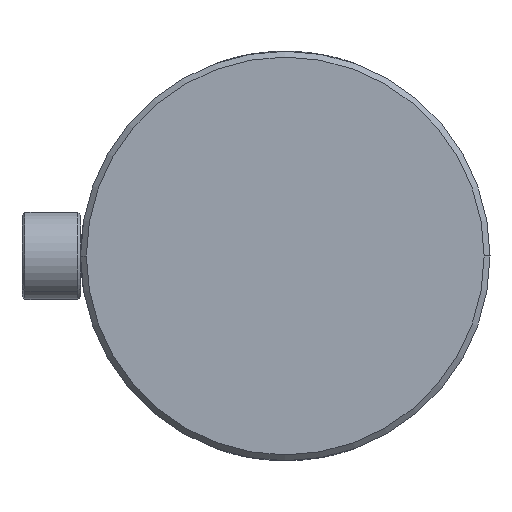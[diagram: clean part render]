
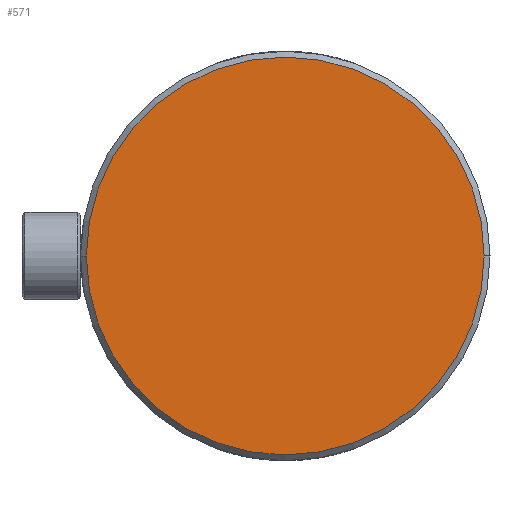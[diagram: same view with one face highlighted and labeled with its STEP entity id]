
A CAD part, left-side view. The second image highlights one B-rep face of the part: STEP entity #571.
In plain terms, the highlighted planar face has unit normal (-1, 0, 0).
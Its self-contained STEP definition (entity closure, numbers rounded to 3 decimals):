
#103 = VERTEX_POINT ( 'NONE', #2864 ) ;
#571 = ADVANCED_FACE ( 'NONE', ( #1790 ), #2983, .T. ) ;
#708 = DIRECTION ( 'NONE',  ( -1., 0., 0. ) ) ;
#1718 = CARTESIAN_POINT ( 'NONE',  ( -85., 0., 0. ) ) ;
#1790 = FACE_OUTER_BOUND ( 'NONE', #2094, .T. ) ;
#1830 = AXIS2_PLACEMENT_3D ( 'NONE', #1718, #4255, #2098 ) ;
#1872 = DIRECTION ( 'NONE',  ( 1., 0., 0. ) ) ;
#1989 = CARTESIAN_POINT ( 'NONE',  ( -85., 0., 0. ) ) ;
#2094 = EDGE_LOOP ( 'NONE', ( #3444, #3312 ) ) ;
#2098 = DIRECTION ( 'NONE',  ( 0., 1., 0. ) ) ;
#2168 = AXIS2_PLACEMENT_3D ( 'NONE', #4026, #1872, #4389 ) ;
#2265 = DIRECTION ( 'NONE',  ( 0., -1., 0. ) ) ;
#2864 = CARTESIAN_POINT ( 'NONE',  ( -85., -68., 0. ) ) ;
#2983 = PLANE ( 'NONE',  #4252 ) ;
#3083 = EDGE_CURVE ( 'NONE', #103, #3202, #3480, .T. ) ;
#3202 = VERTEX_POINT ( 'NONE', #3350 ) ;
#3312 = ORIENTED_EDGE ( 'NONE', *, *, #3083, .F. ) ;
#3350 = CARTESIAN_POINT ( 'NONE',  ( -85., 68., 0. ) ) ;
#3418 = CIRCLE ( 'NONE', #1830, 68. ) ;
#3444 = ORIENTED_EDGE ( 'NONE', *, *, #3542, .F. ) ;
#3480 = CIRCLE ( 'NONE', #2168, 68. ) ;
#3542 = EDGE_CURVE ( 'NONE', #3202, #103, #3418, .T. ) ;
#4026 = CARTESIAN_POINT ( 'NONE',  ( -85., 0., 0. ) ) ;
#4252 = AXIS2_PLACEMENT_3D ( 'NONE', #1989, #708, #2265 ) ;
#4255 = DIRECTION ( 'NONE',  ( 1., 0., 0. ) ) ;
#4389 = DIRECTION ( 'NONE',  ( 0., 1., 0. ) ) ;
